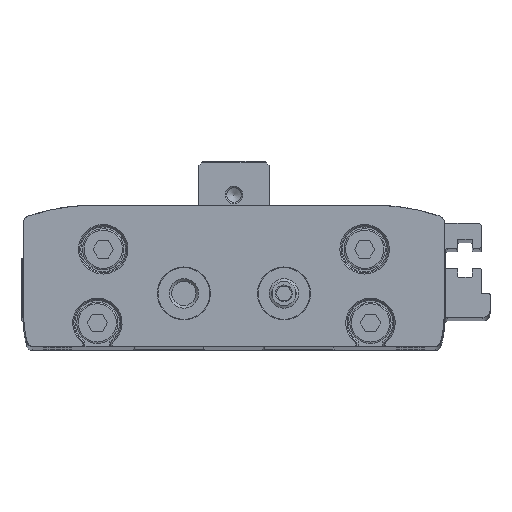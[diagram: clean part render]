
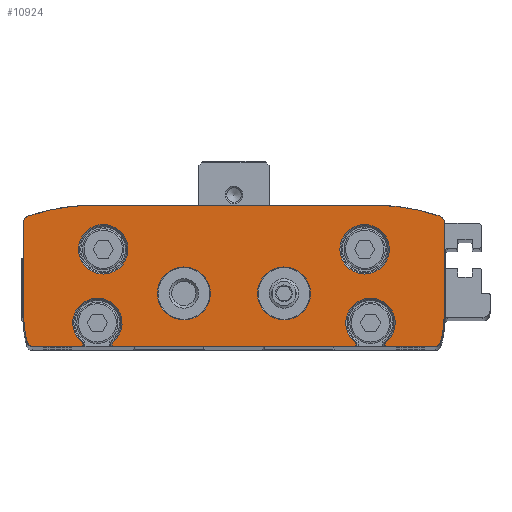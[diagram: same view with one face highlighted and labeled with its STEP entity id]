
A CAD part, top view. The second image highlights one B-rep face of the part: STEP entity #10924.
In plain terms, the highlighted planar face has unit normal (0, 0, 1).
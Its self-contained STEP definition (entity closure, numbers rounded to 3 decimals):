
#492=LINE('',#16522,#1400);
#496=LINE('',#16530,#1404);
#500=LINE('',#16546,#1408);
#570=LINE('',#16805,#1478);
#577=LINE('',#16823,#1485);
#578=LINE('',#16831,#1486);
#585=LINE('',#16849,#1493);
#586=LINE('',#16857,#1494);
#587=LINE('',#16863,#1495);
#588=LINE('',#16869,#1496);
#1400=VECTOR('',#12988,1000.);
#1404=VECTOR('',#12992,1000.);
#1408=VECTOR('',#13004,1000.);
#1478=VECTOR('',#13194,1000.);
#1485=VECTOR('',#13207,1000.);
#1486=VECTOR('',#13210,1000.);
#1493=VECTOR('',#13223,1000.);
#1494=VECTOR('',#13234,1000.);
#1495=VECTOR('',#13239,1000.);
#1496=VECTOR('',#13244,1000.);
#2499=ORIENTED_EDGE('',*,*,#5546,.F.);
#2500=ORIENTED_EDGE('',*,*,#5535,.T.);
#2501=ORIENTED_EDGE('',*,*,#5407,.T.);
#2502=ORIENTED_EDGE('',*,*,#5537,.F.);
#2503=ORIENTED_EDGE('',*,*,#5547,.F.);
#2504=ORIENTED_EDGE('',*,*,#5545,.T.);
#2505=ORIENTED_EDGE('',*,*,#5399,.T.);
#2506=ORIENTED_EDGE('',*,*,#5548,.T.);
#2507=ORIENTED_EDGE('',*,*,#5549,.T.);
#2508=ORIENTED_EDGE('',*,*,#5550,.T.);
#2509=ORIENTED_EDGE('',*,*,#5551,.T.);
#2510=ORIENTED_EDGE('',*,*,#5552,.T.);
#2511=ORIENTED_EDGE('',*,*,#5553,.T.);
#2512=ORIENTED_EDGE('',*,*,#5554,.T.);
#2513=ORIENTED_EDGE('',*,*,#5555,.T.);
#2514=ORIENTED_EDGE('',*,*,#5556,.T.);
#2515=ORIENTED_EDGE('',*,*,#5557,.T.);
#2516=ORIENTED_EDGE('',*,*,#5558,.T.);
#2517=ORIENTED_EDGE('',*,*,#5395,.T.);
#2518=ORIENTED_EDGE('',*,*,#5527,.F.);
#2519=ORIENTED_EDGE('',*,*,#5559,.F.);
#2520=ORIENTED_EDGE('',*,*,#5560,.F.);
#2521=ORIENTED_EDGE('',*,*,#5561,.F.);
#2522=ORIENTED_EDGE('',*,*,#5562,.F.);
#5395=EDGE_CURVE('',#6935,#6934,#492,.T.);
#5399=EDGE_CURVE('',#6939,#6938,#496,.T.);
#5407=EDGE_CURVE('',#6947,#6946,#500,.T.);
#5527=EDGE_CURVE('',#7054,#6934,#570,.T.);
#5535=EDGE_CURVE('',#7059,#6947,#577,.T.);
#5537=EDGE_CURVE('',#7060,#6946,#578,.T.);
#5545=EDGE_CURVE('',#7065,#6939,#585,.T.);
#5546=EDGE_CURVE('',#7059,#7054,#8070,.T.);
#5547=EDGE_CURVE('',#7065,#7060,#8071,.T.);
#5548=EDGE_CURVE('',#6938,#7066,#8072,.T.);
#5549=EDGE_CURVE('',#7066,#7067,#8073,.T.);
#5550=EDGE_CURVE('',#7067,#7068,#586,.T.);
#5551=EDGE_CURVE('',#7068,#7069,#8074,.T.);
#5552=EDGE_CURVE('',#7069,#7070,#8075,.T.);
#5553=EDGE_CURVE('',#7070,#7071,#587,.T.);
#5554=EDGE_CURVE('',#7071,#7072,#8076,.T.);
#5555=EDGE_CURVE('',#7072,#7073,#8077,.T.);
#5556=EDGE_CURVE('',#7073,#7074,#588,.T.);
#5557=EDGE_CURVE('',#7074,#7075,#8078,.T.);
#5558=EDGE_CURVE('',#7075,#6935,#8079,.T.);
#5559=EDGE_CURVE('',#7076,#7076,#8080,.T.);
#5560=EDGE_CURVE('',#7077,#7077,#8081,.T.);
#5561=EDGE_CURVE('',#7078,#7078,#8082,.T.);
#5562=EDGE_CURVE('',#7079,#7079,#8083,.T.);
#6934=VERTEX_POINT('',#16521);
#6935=VERTEX_POINT('',#16523);
#6938=VERTEX_POINT('',#16529);
#6939=VERTEX_POINT('',#16531);
#6946=VERTEX_POINT('',#16545);
#6947=VERTEX_POINT('',#16547);
#7054=VERTEX_POINT('',#16803);
#7059=VERTEX_POINT('',#16822);
#7060=VERTEX_POINT('',#16829);
#7065=VERTEX_POINT('',#16848);
#7066=VERTEX_POINT('',#16854);
#7067=VERTEX_POINT('',#16856);
#7068=VERTEX_POINT('',#16858);
#7069=VERTEX_POINT('',#16860);
#7070=VERTEX_POINT('',#16862);
#7071=VERTEX_POINT('',#16864);
#7072=VERTEX_POINT('',#16866);
#7073=VERTEX_POINT('',#16868);
#7074=VERTEX_POINT('',#16870);
#7075=VERTEX_POINT('',#16872);
#7076=VERTEX_POINT('',#16875);
#7077=VERTEX_POINT('',#16877);
#7078=VERTEX_POINT('',#16879);
#7079=VERTEX_POINT('',#16881);
#8070=CIRCLE('',#11733,4.2);
#8071=CIRCLE('',#11734,4.2);
#8072=CIRCLE('',#11735,1.);
#8073=CIRCLE('',#11736,15.);
#8074=CIRCLE('',#11737,1.);
#8075=CIRCLE('',#11738,35.);
#8076=CIRCLE('',#11739,35.);
#8077=CIRCLE('',#11740,1.);
#8078=CIRCLE('',#11741,15.);
#8079=CIRCLE('',#11742,1.);
#8080=CIRCLE('',#11743,4.2);
#8081=CIRCLE('',#11744,4.2);
#8082=CIRCLE('',#11745,4.5);
#8083=CIRCLE('',#11746,4.5);
#8636=EDGE_LOOP('',(#2499,#2500,#2501,#2502,#2503,#2504,#2505,#2506,#2507,
#2508,#2509,#2510,#2511,#2512,#2513,#2514,#2515,#2516,#2517,#2518));
#8637=EDGE_LOOP('',(#2519));
#8638=EDGE_LOOP('',(#2520));
#8639=EDGE_LOOP('',(#2521));
#8640=EDGE_LOOP('',(#2522));
#9620=FACE_BOUND('',#8636,.T.);
#9621=FACE_BOUND('',#8637,.T.);
#9622=FACE_BOUND('',#8638,.T.);
#9623=FACE_BOUND('',#8639,.T.);
#9624=FACE_BOUND('',#8640,.T.);
#10577=PLANE('',#11732);
#10924=ADVANCED_FACE('',(#9620,#9621,#9622,#9623,#9624),#10577,.T.);
#11732=AXIS2_PLACEMENT_3D('',#16850,#13224,#13225);
#11733=AXIS2_PLACEMENT_3D('',#16851,#13226,#13227);
#11734=AXIS2_PLACEMENT_3D('',#16852,#13228,#13229);
#11735=AXIS2_PLACEMENT_3D('',#16853,#13230,#13231);
#11736=AXIS2_PLACEMENT_3D('',#16855,#13232,#13233);
#11737=AXIS2_PLACEMENT_3D('',#16859,#13235,#13236);
#11738=AXIS2_PLACEMENT_3D('',#16861,#13237,#13238);
#11739=AXIS2_PLACEMENT_3D('',#16865,#13240,#13241);
#11740=AXIS2_PLACEMENT_3D('',#16867,#13242,#13243);
#11741=AXIS2_PLACEMENT_3D('',#16871,#13245,#13246);
#11742=AXIS2_PLACEMENT_3D('',#16873,#13247,#13248);
#11743=AXIS2_PLACEMENT_3D('',#16874,#13249,#13250);
#11744=AXIS2_PLACEMENT_3D('',#16876,#13251,#13252);
#11745=AXIS2_PLACEMENT_3D('',#16878,#13253,#13254);
#11746=AXIS2_PLACEMENT_3D('',#16880,#13255,#13256);
#12988=DIRECTION('',(1.,0.,0.));
#12992=DIRECTION('',(1.,0.,0.));
#13004=DIRECTION('',(1.,0.,0.));
#13194=DIRECTION('',(0.,-1.,0.));
#13207=DIRECTION('',(0.,-1.,0.));
#13210=DIRECTION('',(0.,-1.,0.));
#13223=DIRECTION('',(0.,-1.,0.));
#13224=DIRECTION('',(0.,0.,1.));
#13225=DIRECTION('',(1.,0.,0.));
#13226=DIRECTION('',(0.,0.,1.));
#13227=DIRECTION('',(1.,0.,0.));
#13228=DIRECTION('',(0.,0.,1.));
#13229=DIRECTION('',(1.,0.,0.));
#13230=DIRECTION('',(0.,0.,1.));
#13231=DIRECTION('',(1.,0.,0.));
#13232=DIRECTION('',(0.,0.,1.));
#13233=DIRECTION('',(1.,0.,0.));
#13234=DIRECTION('',(0.,1.,0.));
#13235=DIRECTION('',(0.,0.,1.));
#13236=DIRECTION('',(1.,0.,0.));
#13237=DIRECTION('',(0.,0.,1.));
#13238=DIRECTION('',(1.,0.,0.));
#13239=DIRECTION('',(-1.,0.,0.));
#13240=DIRECTION('',(0.,0.,1.));
#13241=DIRECTION('',(1.,0.,0.));
#13242=DIRECTION('',(0.,0.,1.));
#13243=DIRECTION('',(1.,0.,0.));
#13244=DIRECTION('',(0.,-1.,0.));
#13245=DIRECTION('',(0.,0.,1.));
#13246=DIRECTION('',(1.,0.,0.));
#13247=DIRECTION('',(0.,0.,1.));
#13248=DIRECTION('',(1.,0.,0.));
#13249=DIRECTION('',(0.,0.,1.));
#13250=DIRECTION('',(1.,0.,0.));
#13251=DIRECTION('',(0.,0.,1.));
#13252=DIRECTION('',(1.,0.,0.));
#13253=DIRECTION('',(0.,0.,1.));
#13254=DIRECTION('',(1.,0.,0.));
#13255=DIRECTION('',(0.,0.,1.));
#13256=DIRECTION('',(1.,0.,0.));
#16521=CARTESIAN_POINT('',(-25.7,0.,205.));
#16522=CARTESIAN_POINT('',(-34.116,0.,205.));
#16523=CARTESIAN_POINT('',(-34.116,0.,205.));
#16529=CARTESIAN_POINT('',(34.116,0.,205.));
#16530=CARTESIAN_POINT('',(-34.116,0.,205.));
#16531=CARTESIAN_POINT('',(25.7,0.,205.));
#16545=CARTESIAN_POINT('',(20.7,0.,205.));
#16546=CARTESIAN_POINT('',(-34.116,0.,205.));
#16547=CARTESIAN_POINT('',(-20.7,0.,205.));
#16803=CARTESIAN_POINT('',(-25.7,0.625,205.));
#16805=CARTESIAN_POINT('',(-25.7,4.,205.));
#16822=CARTESIAN_POINT('',(-20.7,0.625,205.));
#16823=CARTESIAN_POINT('',(-20.7,4.,205.));
#16829=CARTESIAN_POINT('',(20.7,0.625,205.));
#16831=CARTESIAN_POINT('',(20.7,4.,205.));
#16848=CARTESIAN_POINT('',(25.7,0.625,205.));
#16849=CARTESIAN_POINT('',(25.7,4.,205.));
#16850=CARTESIAN_POINT('',(-20.7,5.,205.));
#16851=CARTESIAN_POINT('',(-23.2,4.,205.));
#16852=CARTESIAN_POINT('',(23.2,4.,205.));
#16853=CARTESIAN_POINT('',(34.116,1.,205.));
#16854=CARTESIAN_POINT('',(35.075,0.714,205.));
#16855=CARTESIAN_POINT('',(20.7,5.,205.));
#16856=CARTESIAN_POINT('',(35.7,5.,205.));
#16857=CARTESIAN_POINT('',(35.7,5.,205.));
#16858=CARTESIAN_POINT('',(35.7,21.171,205.));
#16859=CARTESIAN_POINT('',(34.7,21.171,205.));
#16860=CARTESIAN_POINT('',(35.024,22.118,205.));
#16861=CARTESIAN_POINT('',(23.7,-11.,205.));
#16862=CARTESIAN_POINT('',(23.7,24.,205.));
#16863=CARTESIAN_POINT('',(23.7,24.,205.));
#16864=CARTESIAN_POINT('',(-23.7,24.,205.));
#16865=CARTESIAN_POINT('',(-23.7,-11.,205.));
#16866=CARTESIAN_POINT('',(-35.024,22.118,205.));
#16867=CARTESIAN_POINT('',(-34.7,21.171,205.));
#16868=CARTESIAN_POINT('',(-35.7,21.171,205.));
#16869=CARTESIAN_POINT('',(-35.7,21.171,205.));
#16870=CARTESIAN_POINT('',(-35.7,5.,205.));
#16871=CARTESIAN_POINT('',(-20.7,5.,205.));
#16872=CARTESIAN_POINT('',(-35.075,0.714,205.));
#16873=CARTESIAN_POINT('',(-34.116,1.,205.));
#16874=CARTESIAN_POINT('',(-22.2,16.5,205.));
#16875=CARTESIAN_POINT('',(-18.,16.5,205.));
#16876=CARTESIAN_POINT('',(22.2,16.5,205.));
#16877=CARTESIAN_POINT('',(26.4,16.5,205.));
#16878=CARTESIAN_POINT('',(-8.5,9.,205.));
#16879=CARTESIAN_POINT('',(-4.,9.,205.));
#16880=CARTESIAN_POINT('',(8.5,9.,205.));
#16881=CARTESIAN_POINT('',(13.,9.,205.));
